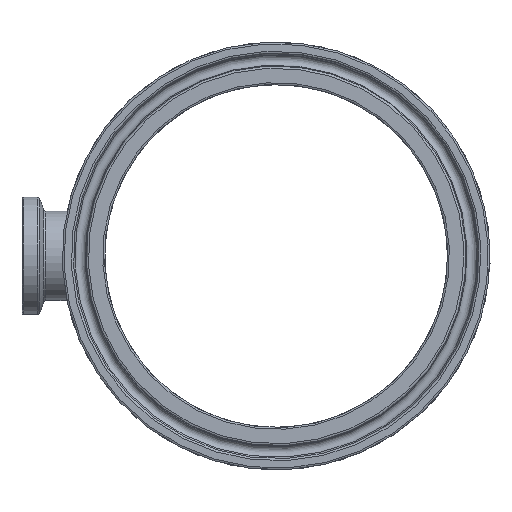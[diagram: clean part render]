
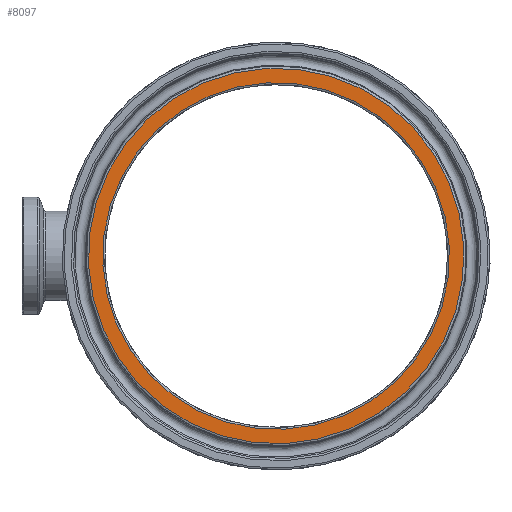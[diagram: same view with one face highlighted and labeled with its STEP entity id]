
A CAD part, left-side view. The second image highlights one B-rep face of the part: STEP entity #8097.
In plain terms, the highlighted planar face has unit normal (-1, 0, 0).
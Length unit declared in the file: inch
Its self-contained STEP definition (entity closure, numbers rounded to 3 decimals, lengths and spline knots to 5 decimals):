
#176=FACE_BOUND('',#1549,.T.);
#374=PLANE('',#8585);
#1013=FACE_OUTER_BOUND('',#1548,.T.);
#1548=EDGE_LOOP('',(#7461));
#1549=EDGE_LOOP('',(#7462));
#2815=CIRCLE('',#8584,1.45);
#2816=CIRCLE('',#8586,1.57066);
#4007=VERTEX_POINT('',#17599);
#4008=VERTEX_POINT('',#17602);
#5168=EDGE_CURVE('',#4007,#4007,#2815,.T.);
#5169=EDGE_CURVE('',#4008,#4008,#2816,.T.);
#7461=ORIENTED_EDGE('',*,*,#5169,.F.);
#7462=ORIENTED_EDGE('',*,*,#5168,.F.);
#8097=ADVANCED_FACE('',(#1013,#176),#374,.T.);
#8584=AXIS2_PLACEMENT_3D('',#17600,#10075,#10076);
#8585=AXIS2_PLACEMENT_3D('',#17601,#10077,#10078);
#8586=AXIS2_PLACEMENT_3D('',#17603,#10079,#10080);
#10075=DIRECTION('center_axis',(-1.,0.,0.));
#10076=DIRECTION('ref_axis',(0.,-0.993,
-0.12));
#10077=DIRECTION('center_axis',(-1.,0.,0.));
#10078=DIRECTION('ref_axis',(0.,-0.12,0.993));
#10079=DIRECTION('center_axis',(1.,0.,0.));
#10080=DIRECTION('ref_axis',(0.,-0.993,
-0.12));
#17599=CARTESIAN_POINT('',(-3.875,1.43957,0.17358));
#17600=CARTESIAN_POINT('Origin',(-3.875,0.,0.));
#17601=CARTESIAN_POINT('Origin',(-3.875,1.57326,0.1897));
#17602=CARTESIAN_POINT('',(-3.875,1.55936,0.18802));
#17603=CARTESIAN_POINT('Origin',(-3.875,0.,0.));
